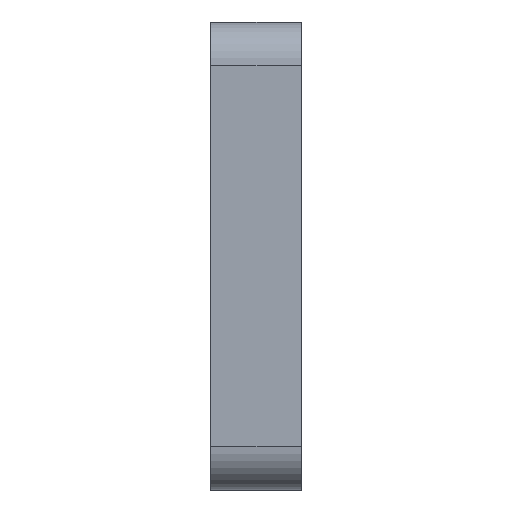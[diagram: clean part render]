
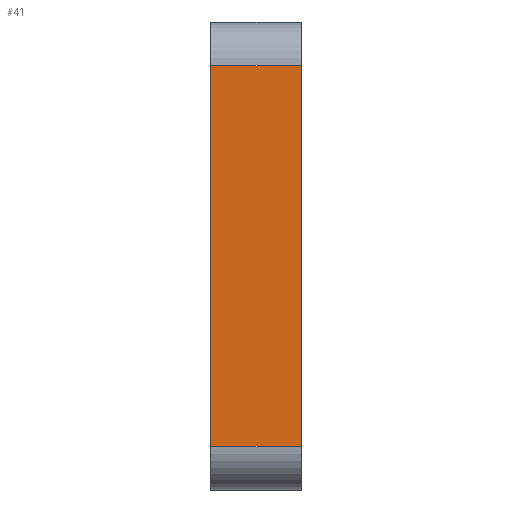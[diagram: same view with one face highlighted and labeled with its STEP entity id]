
A CAD part, left-side view. The second image highlights one B-rep face of the part: STEP entity #41.
In plain terms, the highlighted planar face has unit normal (-1, 0, 0).
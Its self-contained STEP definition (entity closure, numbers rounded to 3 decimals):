
#24 = EDGE_CURVE ( 'NONE', #1183, #1109, #1568, .T. ) ;
#41 = ADVANCED_FACE ( 'NONE', ( #1658 ), #1474, .F. ) ;
#152 = CARTESIAN_POINT ( 'NONE',  ( -144., 3.1, 6.5 ) ) ;
#218 = DIRECTION ( 'NONE',  ( 1., 0., 0. ) ) ;
#226 = CARTESIAN_POINT ( 'NONE',  ( -144., 0., 6.5 ) ) ;
#338 = DIRECTION ( 'NONE',  ( 0., 0., 1. ) ) ;
#349 = DIRECTION ( 'NONE',  ( 0., 0., 1. ) ) ;
#363 = LINE ( 'NONE', #853, #569 ) ;
#440 = EDGE_CURVE ( 'NONE', #1455, #1523, #1460, .T. ) ;
#458 = DIRECTION ( 'NONE',  ( 0., -1., 0. ) ) ;
#476 = ORIENTED_EDGE ( 'NONE', *, *, #440, .T. ) ;
#498 = ORIENTED_EDGE ( 'NONE', *, *, #1401, .F. ) ;
#569 = VECTOR ( 'NONE', #349, 1000. ) ;
#573 = AXIS2_PLACEMENT_3D ( 'NONE', #721, #218, #955 ) ;
#579 = VECTOR ( 'NONE', #789, 1000. ) ;
#721 = CARTESIAN_POINT ( 'NONE',  ( -144., 3.1, 8. ) ) ;
#759 = LINE ( 'NONE', #1333, #1269 ) ;
#789 = DIRECTION ( 'NONE',  ( 0., 1., 0. ) ) ;
#853 = CARTESIAN_POINT ( 'NONE',  ( -144., 0., 8. ) ) ;
#869 = ORIENTED_EDGE ( 'NONE', *, *, #1452, .T. ) ;
#955 = DIRECTION ( 'NONE',  ( 0., 0., -1. ) ) ;
#1109 = VERTEX_POINT ( 'NONE', #1237 ) ;
#1122 = CARTESIAN_POINT ( 'NONE',  ( -144., 3.1, 6.5 ) ) ;
#1183 = VERTEX_POINT ( 'NONE', #1517 ) ;
#1237 = CARTESIAN_POINT ( 'NONE',  ( -144., 0., -6.5 ) ) ;
#1269 = VECTOR ( 'NONE', #338, 1000. ) ;
#1333 = CARTESIAN_POINT ( 'NONE',  ( -144., 3.1, 8. ) ) ;
#1366 = EDGE_LOOP ( 'NONE', ( #869, #476, #498, #1629 ) ) ;
#1401 = EDGE_CURVE ( 'NONE', #1183, #1523, #759, .T. ) ;
#1452 = EDGE_CURVE ( 'NONE', #1109, #1455, #363, .T. ) ;
#1455 = VERTEX_POINT ( 'NONE', #226 ) ;
#1460 = LINE ( 'NONE', #152, #579 ) ;
#1474 = PLANE ( 'NONE',  #573 ) ;
#1517 = CARTESIAN_POINT ( 'NONE',  ( -144., 3.1, -6.5 ) ) ;
#1523 = VERTEX_POINT ( 'NONE', #1122 ) ;
#1568 = LINE ( 'NONE', #1608, #1609 ) ;
#1608 = CARTESIAN_POINT ( 'NONE',  ( -144., 3.1, -6.5 ) ) ;
#1609 = VECTOR ( 'NONE', #458, 1000. ) ;
#1629 = ORIENTED_EDGE ( 'NONE', *, *, #24, .T. ) ;
#1658 = FACE_OUTER_BOUND ( 'NONE', #1366, .T. ) ;
